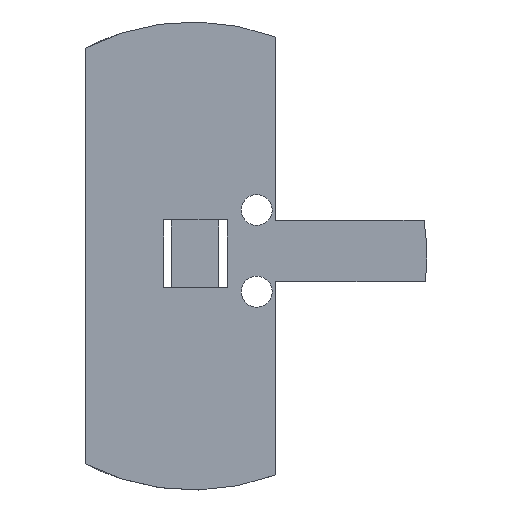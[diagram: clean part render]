
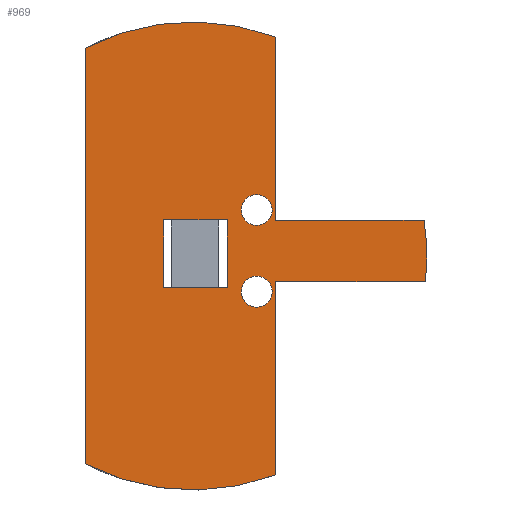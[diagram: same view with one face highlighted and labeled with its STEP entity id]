
A CAD part, top view. The second image highlights one B-rep face of the part: STEP entity #969.
In plain terms, the highlighted planar face has unit normal (0, 0, 1).
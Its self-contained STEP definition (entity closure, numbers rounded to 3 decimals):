
#15=FACE_BOUND('',#131,.T.);
#16=FACE_BOUND('',#132,.T.);
#17=FACE_BOUND('',#133,.T.);
#22=CIRCLE('',#983,1.5);
#24=CIRCLE('',#986,1.5);
#29=CIRCLE('',#1029,22.671);
#30=CIRCLE('',#1030,22.671);
#31=CIRCLE('',#1031,22.671);
#81=FACE_OUTER_BOUND('',#130,.T.);
#130=EDGE_LOOP('',(#816,#817,#818,#819,#820,#821,#822,#823));
#131=EDGE_LOOP('',(#824,#825,#826,#827));
#132=EDGE_LOOP('',(#828));
#133=EDGE_LOOP('',(#829));
#151=LINE('',#1310,#273);
#161=LINE('',#1340,#283);
#165=LINE('',#1349,#287);
#168=LINE('',#1357,#290);
#171=LINE('',#1364,#293);
#212=LINE('',#1444,#334);
#228=LINE('',#1474,#350);
#257=LINE('',#1542,#379);
#258=LINE('',#1544,#380);
#273=VECTOR('',#1055,10.);
#283=VECTOR('',#1081,10.);
#287=VECTOR('',#1087,10.);
#290=VECTOR('',#1092,10.);
#293=VECTOR('',#1097,10.);
#334=VECTOR('',#1156,10.);
#350=VECTOR('',#1184,10.);
#379=VECTOR('',#1261,10.);
#380=VECTOR('',#1264,10.);
#392=VERTEX_POINT('',#1303);
#395=VERTEX_POINT('',#1308);
#397=VERTEX_POINT('',#1314);
#399=VERTEX_POINT('',#1320);
#404=VERTEX_POINT('',#1333);
#407=VERTEX_POINT('',#1338);
#408=VERTEX_POINT('',#1342);
#411=VERTEX_POINT('',#1347);
#414=VERTEX_POINT('',#1354);
#415=VERTEX_POINT('',#1356);
#417=VERTEX_POINT('',#1361);
#418=VERTEX_POINT('',#1363);
#470=VERTEX_POINT('',#1538);
#471=VERTEX_POINT('',#1541);
#483=EDGE_CURVE('',#392,#395,#151,.T.);
#486=EDGE_CURVE('',#397,#397,#22,.T.);
#489=EDGE_CURVE('',#399,#399,#24,.T.);
#497=EDGE_CURVE('',#404,#407,#161,.T.);
#501=EDGE_CURVE('',#408,#411,#165,.T.);
#504=EDGE_CURVE('',#415,#414,#168,.T.);
#507=EDGE_CURVE('',#418,#417,#171,.T.);
#548=EDGE_CURVE('',#414,#418,#212,.T.);
#564=EDGE_CURVE('',#417,#415,#228,.T.);
#597=EDGE_CURVE('',#470,#392,#29,.T.);
#598=EDGE_CURVE('',#395,#408,#30,.T.);
#599=EDGE_CURVE('',#411,#471,#257,.T.);
#600=EDGE_CURVE('',#471,#404,#31,.T.);
#601=EDGE_CURVE('',#407,#470,#258,.T.);
#816=ORIENTED_EDGE('',*,*,#597,.T.);
#817=ORIENTED_EDGE('',*,*,#483,.T.);
#818=ORIENTED_EDGE('',*,*,#598,.T.);
#819=ORIENTED_EDGE('',*,*,#501,.T.);
#820=ORIENTED_EDGE('',*,*,#599,.T.);
#821=ORIENTED_EDGE('',*,*,#600,.T.);
#822=ORIENTED_EDGE('',*,*,#497,.T.);
#823=ORIENTED_EDGE('',*,*,#601,.T.);
#824=ORIENTED_EDGE('',*,*,#504,.T.);
#825=ORIENTED_EDGE('',*,*,#548,.T.);
#826=ORIENTED_EDGE('',*,*,#507,.T.);
#827=ORIENTED_EDGE('',*,*,#564,.T.);
#828=ORIENTED_EDGE('',*,*,#489,.T.);
#829=ORIENTED_EDGE('',*,*,#486,.T.);
#923=PLANE('',#1028);
#969=ADVANCED_FACE('',(#81,#15,#16,#17),#923,.T.);
#983=AXIS2_PLACEMENT_3D('',#1316,#1061,#1062);
#986=AXIS2_PLACEMENT_3D('',#1322,#1068,#1069);
#1028=AXIS2_PLACEMENT_3D('',#1537,#1255,#1256);
#1029=AXIS2_PLACEMENT_3D('',#1539,#1257,#1258);
#1030=AXIS2_PLACEMENT_3D('',#1540,#1259,#1260);
#1031=AXIS2_PLACEMENT_3D('',#1543,#1262,#1263);
#1055=DIRECTION('',(0.,-1.,0.));
#1061=DIRECTION('center_axis',(0.,0.,-1.));
#1062=DIRECTION('ref_axis',(-1.,0.,0.));
#1068=DIRECTION('center_axis',(0.,0.,-1.));
#1069=DIRECTION('ref_axis',(-1.,0.,0.));
#1081=DIRECTION('',(-1.,0.,0.));
#1087=DIRECTION('',(0.,1.,0.));
#1092=DIRECTION('',(0.,-1.,0.));
#1097=DIRECTION('',(0.,1.,0.));
#1156=DIRECTION('',(-1.,0.,0.));
#1184=DIRECTION('',(1.,0.,0.));
#1255=DIRECTION('center_axis',(0.,0.,1.));
#1256=DIRECTION('ref_axis',(-1.,0.,0.));
#1257=DIRECTION('center_axis',(0.,0.,1.));
#1258=DIRECTION('ref_axis',(1.,0.,0.));
#1259=DIRECTION('center_axis',(0.,0.,1.));
#1260=DIRECTION('ref_axis',(1.,0.,0.));
#1261=DIRECTION('',(1.,0.,0.));
#1262=DIRECTION('center_axis',(0.,0.,1.));
#1263=DIRECTION('ref_axis',(1.,0.,0.));
#1264=DIRECTION('',(0.,1.,0.));
#1303=CARTESIAN_POINT('',(3.751,68.363,35.718));
#1308=CARTESIAN_POINT('',(3.751,28.091,35.718));
#1310=CARTESIAN_POINT('',(3.751,14.779,35.718));
#1314=CARTESIAN_POINT('',(21.856,52.68,35.718));
#1316=CARTESIAN_POINT('Origin',(20.356,52.68,35.718));
#1320=CARTESIAN_POINT('',(21.856,44.769,35.718));
#1322=CARTESIAN_POINT('Origin',(20.356,44.769,35.718));
#1333=CARTESIAN_POINT('',(36.573,51.697,35.718));
#1338=CARTESIAN_POINT('',(22.179,51.697,35.718));
#1340=CARTESIAN_POINT('',(41.626,51.697,35.718));
#1342=CARTESIAN_POINT('',(22.179,27.018,35.718));
#1347=CARTESIAN_POINT('',(22.179,45.752,35.718));
#1349=CARTESIAN_POINT('',(22.179,30.666,35.718));
#1354=CARTESIAN_POINT('',(17.523,45.165,35.718));
#1356=CARTESIAN_POINT('',(17.523,51.731,35.718));
#1357=CARTESIAN_POINT('',(17.523,33.155,35.718));
#1361=CARTESIAN_POINT('',(11.335,51.731,35.718));
#1363=CARTESIAN_POINT('',(11.335,45.165,35.718));
#1364=CARTESIAN_POINT('',(11.335,33.155,35.718));
#1444=CARTESIAN_POINT('',(37.048,45.165,35.718));
#1474=CARTESIAN_POINT('',(33.954,51.731,35.718));
#1537=CARTESIAN_POINT('Origin',(56.573,14.779,35.718));
#1538=CARTESIAN_POINT('',(22.179,69.436,35.718));
#1539=CARTESIAN_POINT('Origin',(14.169,48.227,35.718));
#1540=CARTESIAN_POINT('Origin',(14.169,48.227,35.718));
#1541=CARTESIAN_POINT('',(36.705,45.752,35.718));
#1542=CARTESIAN_POINT('',(41.626,45.752,35.718));
#1543=CARTESIAN_POINT('Origin',(14.169,48.227,35.718));
#1544=CARTESIAN_POINT('',(22.179,46.638,35.718));
